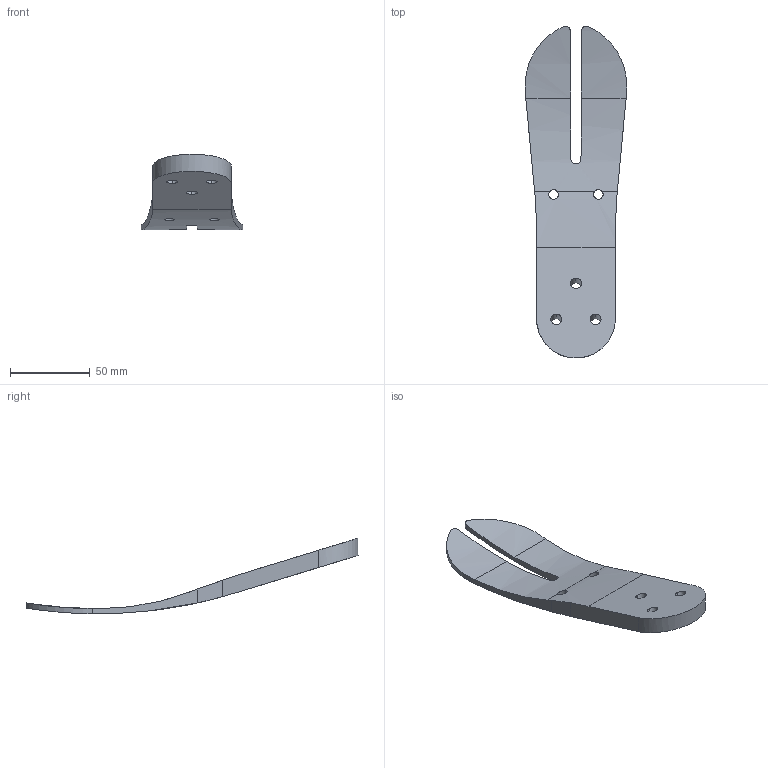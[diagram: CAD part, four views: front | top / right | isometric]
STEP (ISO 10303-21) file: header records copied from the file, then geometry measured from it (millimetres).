
FILE_DESCRIPTION (( 'STEP AP214' ), '1' );
FILE_NAME ('KA.KL.027U.STEP', '2023-01-23T08:36:08', ( '' ), ( '' ), 'SwSTEP 2.0', 'SolidWorks 2022', '' );
FILE_SCHEMA (( 'AUTOMOTIVE_DESIGN' ));
Length unit declared in the file: millimetre
Products named in the file (1): KA.KL.027U
Bounding box: 63.79 x 207.93 x 47.25 mm (x, y, z)
Volume: 70614 mm3; surface area: 25289.1 mm2
Topology: 1 solids, 1 shells, 35 faces, 105 edges, 70 vertices
Faces by surface type: cylinder 17, plane 10, bspline 8
Entity records: 1863 total; most frequent: CARTESIAN_POINT 985, ORIENTED_EDGE 210, DIRECTION 127, EDGE_CURVE 105, VERTEX_POINT 70, LINE 43, VECTOR 43, EDGE_LOOP 43
